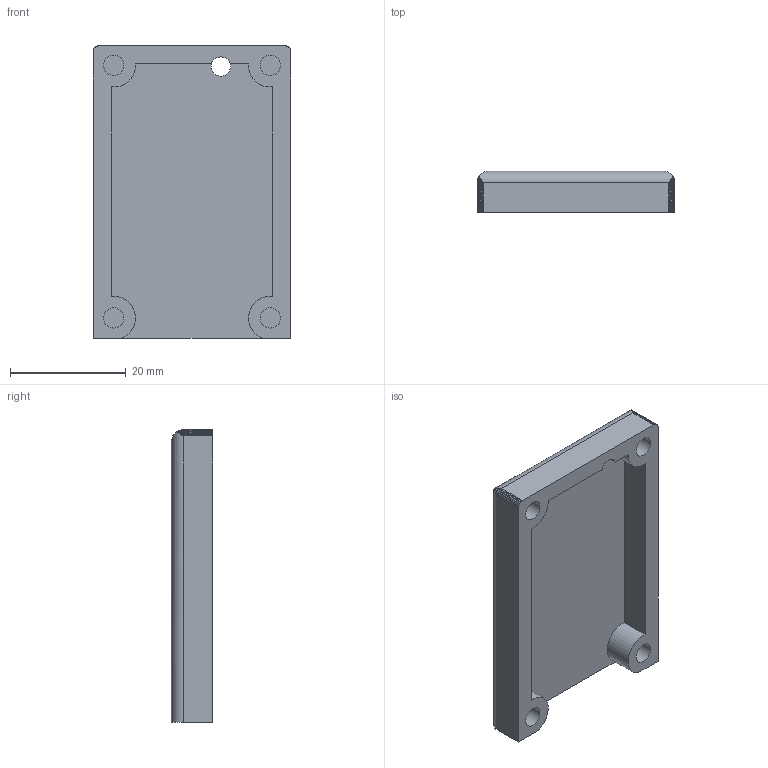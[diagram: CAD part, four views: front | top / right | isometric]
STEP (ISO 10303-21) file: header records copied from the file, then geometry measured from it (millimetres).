
FILE_DESCRIPTION(/* description */ (''),/* implementation_level */ '2;1');
FILE_NAME(/* name */ 'kurp-mcu-cover.step',/* time_stamp */ '2023-12-15T22:05:20-05:00',/* author */ (''),/* organization */ (''),/* preprocessor_version */ 'ST-DEVELOPER v20',/* originating_system */ 'Autodesk Translation Framework v12.14.0.127',/* authorisation */ '');
FILE_SCHEMA (('AUTOMOTIVE_DESIGN { 1 0 10303 214 3 1 1 }'));
Length unit declared in the file: millimetre
Products named in the file (1): tall kurp case
Bounding box: 34.15 x 7.1 x 50.48 mm (x, y, z)
Volume: 5563.8 mm3; surface area: 5279.6 mm2
Topology: 1 solids, 1 shells, 78 faces, 222 edges, 148 vertices
Faces by surface type: plane 67, cylinder 11
Full cylindrical faces by diameter (mm): 3.5 x4
Entity records: 2556 total; most frequent: CARTESIAN_POINT 449, ORIENTED_EDGE 444, DIRECTION 424, EDGE_CURVE 222, LINE 178, VECTOR 178, VERTEX_POINT 148, AXIS2_PLACEMENT_3D 123
